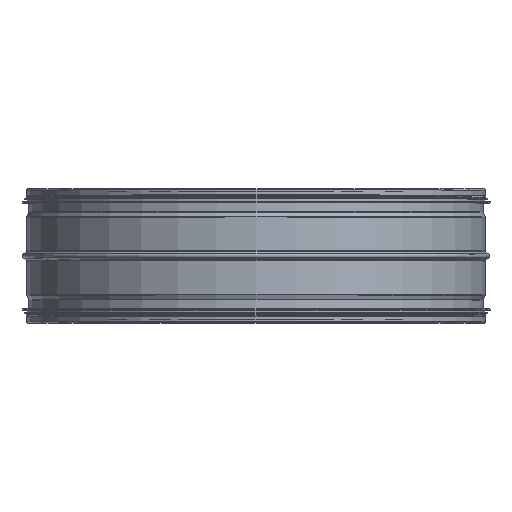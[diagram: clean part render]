
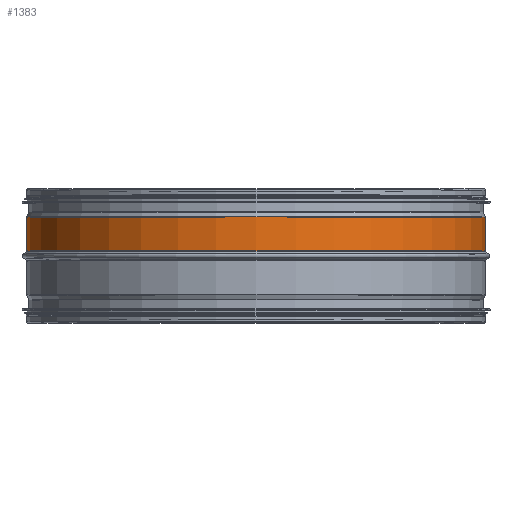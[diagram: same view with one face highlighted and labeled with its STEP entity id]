
A CAD part, top view. The second image highlights one B-rep face of the part: STEP entity #1383.
In plain terms, the highlighted cylindrical face has radius 249.375 mm (diameter 498.75 mm), a full revolution.
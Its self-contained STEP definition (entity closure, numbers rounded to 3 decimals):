
#60=CYLINDRICAL_SURFACE('',#1531,249.375);
#147=FACE_OUTER_BOUND('',#244,.T.);
#244=EDGE_LOOP('',(#1030,#1031,#1032,#1033));
#360=CIRCLE('',#1530,249.375);
#361=CIRCLE('',#1532,249.375);
#432=LINE('',#2184,#512);
#457=LINE('',#2259,#537);
#512=VECTOR('',#1707,36.5);
#537=VECTOR('',#1780,36.5);
#591=VERTEX_POINT('',#2176);
#593=VERTEX_POINT('',#2182);
#617=VERTEX_POINT('',#2251);
#619=VERTEX_POINT('',#2257);
#703=EDGE_CURVE('',#591,#593,#432,.T.);
#740=EDGE_CURVE('',#619,#617,#457,.T.);
#788=EDGE_CURVE('',#619,#591,#360,.T.);
#789=EDGE_CURVE('',#617,#593,#361,.T.);
#1030=ORIENTED_EDGE('',*,*,#703,.T.);
#1031=ORIENTED_EDGE('',*,*,#789,.F.);
#1032=ORIENTED_EDGE('',*,*,#740,.F.);
#1033=ORIENTED_EDGE('',*,*,#788,.T.);
#1383=ADVANCED_FACE('',(#147),#60,.T.);
#1530=AXIS2_PLACEMENT_3D('',#2354,#1897,#1898);
#1531=AXIS2_PLACEMENT_3D('',#2355,#1899,#1900);
#1532=AXIS2_PLACEMENT_3D('',#2356,#1901,#1902);
#1707=DIRECTION('',(0.,1.,0.));
#1780=DIRECTION('',(0.,1.,0.));
#1897=DIRECTION('center_axis',(0.,1.,0.));
#1898=DIRECTION('ref_axis',(1.,0.,0.));
#1899=DIRECTION('center_axis',(0.,1.,0.));
#1900=DIRECTION('ref_axis',(1.,0.,0.));
#1901=DIRECTION('center_axis',(0.,1.,0.));
#1902=DIRECTION('ref_axis',(1.,0.,0.));
#2176=CARTESIAN_POINT('',(249.375,78.,0.004));
#2182=CARTESIAN_POINT('',(249.375,114.5,0.004));
#2184=CARTESIAN_POINT('',(249.375,78.,0.004));
#2251=CARTESIAN_POINT('',(249.375,114.5,0.));
#2257=CARTESIAN_POINT('',(249.375,78.,0.));
#2259=CARTESIAN_POINT('',(249.375,78.,0.));
#2354=CARTESIAN_POINT('Origin',(0.,78.,0.));
#2355=CARTESIAN_POINT('Origin',(0.,72.5,0.));
#2356=CARTESIAN_POINT('Origin',(0.,114.5,0.));
